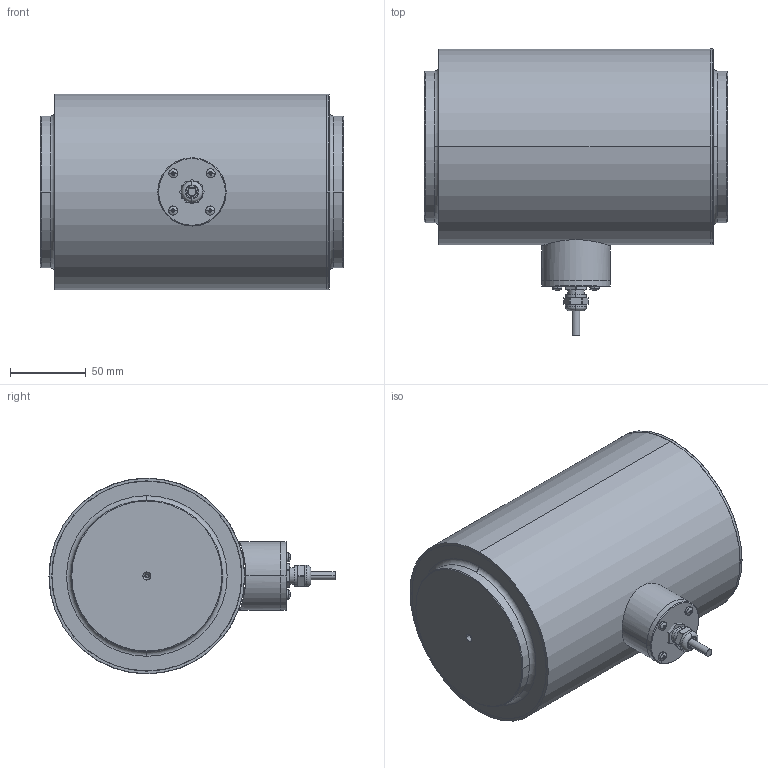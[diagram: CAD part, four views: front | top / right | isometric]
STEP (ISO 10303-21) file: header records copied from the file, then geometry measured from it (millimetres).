
FILE_DESCRIPTION(('STEP AP214'),'1');
FILE_NAME('CLF Ø129 cable output.stp','2019-07-02T15:40:19',(' '),(' '),'Spatial InterOp 3D',' ',' ');
FILE_SCHEMA(('automotive_design'));
Length unit declared in the file: millimetre
Products named in the file (11): CLF Ø129 cable output; CLF1 body; Box; M3 UNI 7687; M3 UNI 76872; M3 UNI 76873; M3 UNI 76874; Enclosure; Connettore avvitato; Cable Ø5.2; Cap
Assembly tree (10 placements, depth 2):
  CLF Ø129 cable output
    CLF1 body
    Box
    M3 UNI 7687
    M3 UNI 76872
    M3 UNI 76873
    M3 UNI 76874
    Enclosure
    Connettore avvitato
    Cable Ø5.2
    Cap
Bounding box: 200 x 188.8 x 129.2 mm (x, y, z)
Volume: 2443396.7 mm3; surface area: 260485 mm2
Topology: 10 solids, 27 shells, 409 faces, 1106 edges, 736 vertices
Faces by surface type: plane 166, cylinder 115, cone 90, torus 30, sphere 8
Entity records: 16712 total; most frequent: CARTESIAN_POINT 2733, DIRECTION 2364, ORIENTED_EDGE 2104, EDGE_CURVE 1086, AXIS2_PLACEMENT_3D 997, VERTEX_POINT 736, CIRCLE 577, EDGE_LOOP 450
